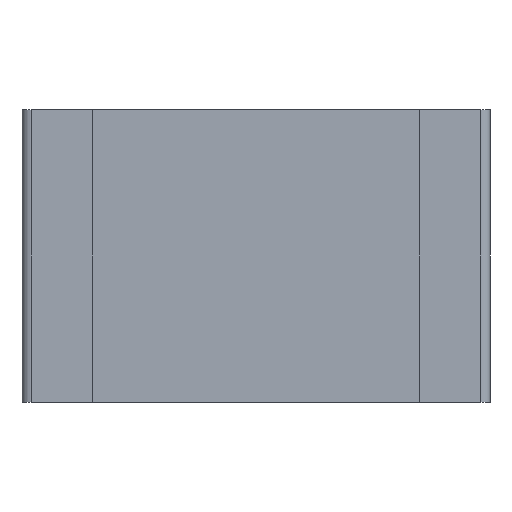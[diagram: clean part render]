
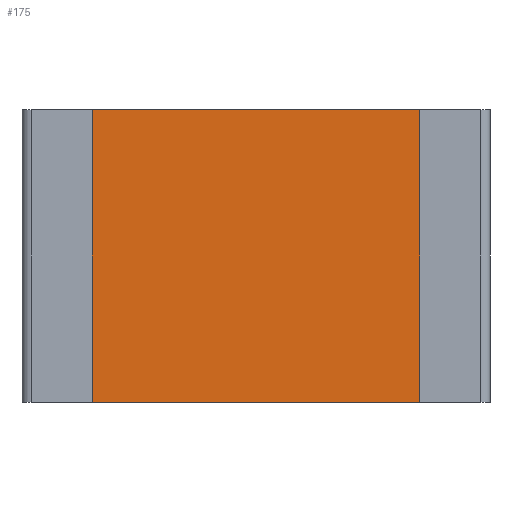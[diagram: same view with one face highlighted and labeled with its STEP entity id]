
A CAD part, front view. The second image highlights one B-rep face of the part: STEP entity #175.
In plain terms, the highlighted planar face has unit normal (0, -1, 0).
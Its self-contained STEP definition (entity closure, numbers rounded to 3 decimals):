
#23 = DIRECTION ( 'NONE',  ( 0., -1., 0. ) ) ;
#55 = DIRECTION ( 'NONE',  ( 0., 0., 1. ) ) ;
#73 = VERTEX_POINT ( 'NONE', #751 ) ;
#77 = EDGE_CURVE ( 'NONE', #73, #1005, #1111, .T. ) ;
#117 = LINE ( 'NONE', #774, #553 ) ;
#123 = PLANE ( 'NONE',  #237 ) ;
#130 = CARTESIAN_POINT ( 'NONE',  ( -0.96, 0.04, -0.625 ) ) ;
#144 = CARTESIAN_POINT ( 'NONE',  ( 0.96, 0.04, -0.625 ) ) ;
#155 = ORIENTED_EDGE ( 'NONE', *, *, #212, .F. ) ;
#173 = EDGE_CURVE ( 'NONE', #73, #577, #574, .T. ) ;
#175 = ADVANCED_FACE ( 'NONE', ( #878 ), #123, .T. ) ;
#183 = CARTESIAN_POINT ( 'NONE',  ( -0.96, 0.04, -2.604 ) ) ;
#187 = DIRECTION ( 'NONE',  ( 0., 0., 1. ) ) ;
#212 = EDGE_CURVE ( 'NONE', #1005, #1049, #117, .T. ) ;
#215 = DIRECTION ( 'NONE',  ( 1., 0., 0. ) ) ;
#235 = EDGE_LOOP ( 'NONE', ( #758, #612, #609, #155 ) ) ;
#237 = AXIS2_PLACEMENT_3D ( 'NONE', #676, #23, #400 ) ;
#393 = VECTOR ( 'NONE', #215, 1000. ) ;
#400 = DIRECTION ( 'NONE',  ( 0., 0., -1. ) ) ;
#553 = VECTOR ( 'NONE', #870, 1000. ) ;
#574 = LINE ( 'NONE', #130, #393 ) ;
#577 = VERTEX_POINT ( 'NONE', #144 ) ;
#609 = ORIENTED_EDGE ( 'NONE', *, *, #1190, .T. ) ;
#612 = ORIENTED_EDGE ( 'NONE', *, *, #173, .T. ) ;
#676 = CARTESIAN_POINT ( 'NONE',  ( -0.96, 0.04, -2.604 ) ) ;
#693 = CARTESIAN_POINT ( 'NONE',  ( 0.96, 0.04, -2.604 ) ) ;
#751 = CARTESIAN_POINT ( 'NONE',  ( -0.96, 0.04, -0.625 ) ) ;
#758 = ORIENTED_EDGE ( 'NONE', *, *, #77, .F. ) ;
#774 = CARTESIAN_POINT ( 'NONE',  ( -0.96, 0.04, 0.625 ) ) ;
#828 = VECTOR ( 'NONE', #187, 1000. ) ;
#870 = DIRECTION ( 'NONE',  ( 1., 0., 0. ) ) ;
#878 = FACE_OUTER_BOUND ( 'NONE', #235, .T. ) ;
#885 = LINE ( 'NONE', #693, #1150 ) ;
#1005 = VERTEX_POINT ( 'NONE', #1082 ) ;
#1046 = CARTESIAN_POINT ( 'NONE',  ( 0.96, 0.04, 0.625 ) ) ;
#1049 = VERTEX_POINT ( 'NONE', #1046 ) ;
#1082 = CARTESIAN_POINT ( 'NONE',  ( -0.96, 0.04, 0.625 ) ) ;
#1111 = LINE ( 'NONE', #183, #828 ) ;
#1150 = VECTOR ( 'NONE', #55, 1000. ) ;
#1190 = EDGE_CURVE ( 'NONE', #577, #1049, #885, .T. ) ;
